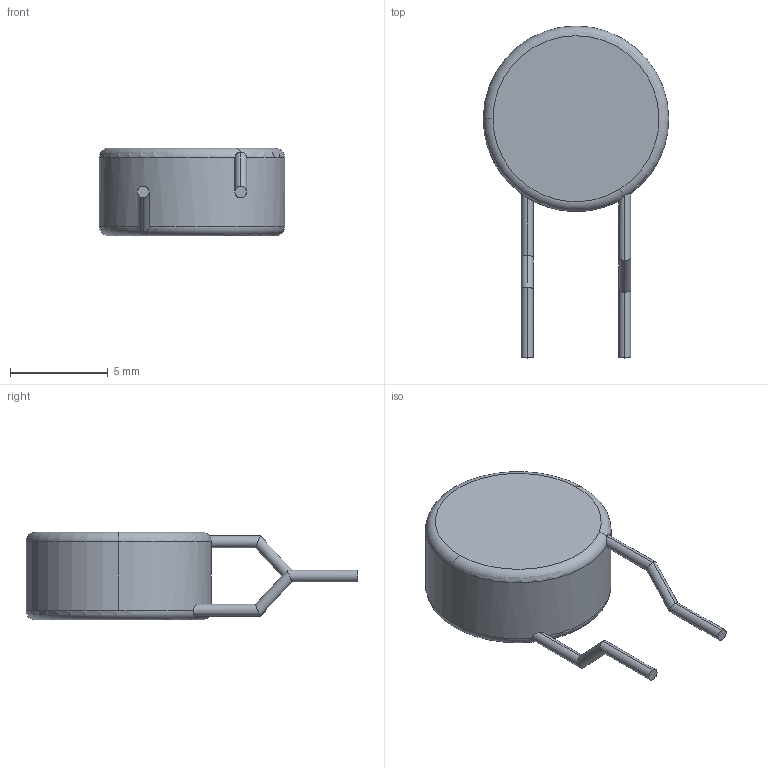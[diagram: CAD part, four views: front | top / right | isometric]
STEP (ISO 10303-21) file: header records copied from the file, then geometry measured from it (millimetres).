
FILE_DESCRIPTION((''),'2;1');
FILE_NAME('CMF-RL10','2012-08-24T',('ryans'),('Bourns, Inc.'),'PRO/ENGINEER BY PARAMETRIC TECHNOLOGY CORPORATION, 2010100','PRO/ENGINEER BY PARAMETRIC TECHNOLOGY CORPORATION, 2010100','');
FILE_SCHEMA(('CONFIG_CONTROL_DESIGN'));
Length unit declared in the file: millimetre
Products named in the file (1): CMF-RL10
Bounding box: 9.5 x 17 x 4.5 mm (x, y, z)
Volume: 320.9 mm3; surface area: 296.9 mm2
Topology: 1 solids, 1 shells, 22 faces, 58 edges, 38 vertices
Faces by surface type: cylinder 14, plane 4, torus 4
Entity records: 930 total; most frequent: CARTESIAN_POINT 378, ORIENTED_EDGE 116, DIRECTION 94, EDGE_CURVE 58, AXIS2_PLACEMENT_3D 40, VERTEX_POINT 38, B_SPLINE_CURVE_WITH_KNOTS 26, EDGE_LOOP 22
